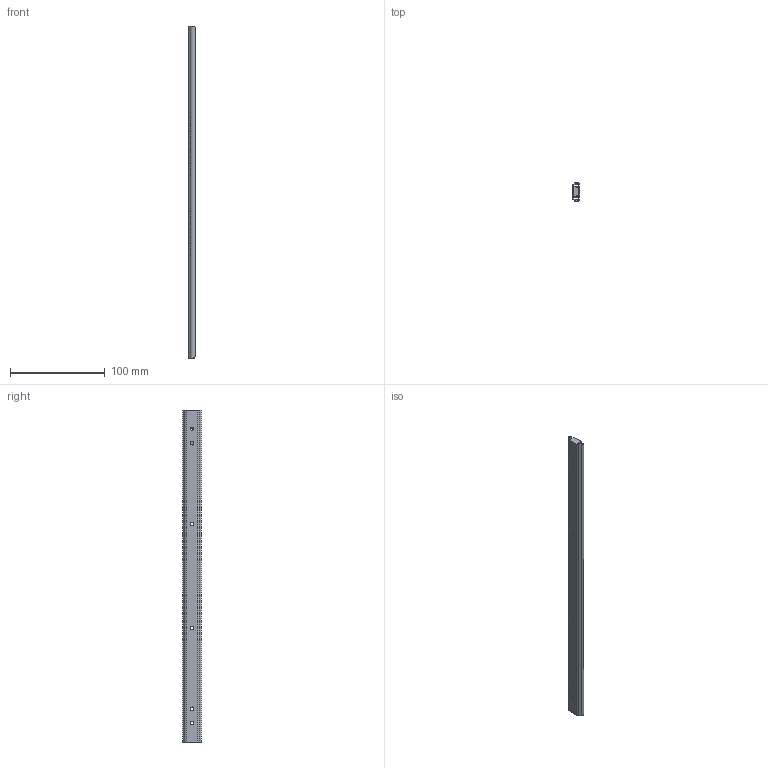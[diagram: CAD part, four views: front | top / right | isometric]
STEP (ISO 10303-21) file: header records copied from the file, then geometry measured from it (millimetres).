
FILE_DESCRIPTION (( 'STEP AP203' ), '1' );
FILE_NAME ('2011-350 AS.STEP', '2020-04-23T04:54:48', ( '' ), ( '' ), 'SwSTEP 2.0', 'SolidWorks 2019', '' );
FILE_SCHEMA (( 'CONFIG_CONTROL_DESIGN' ));
Length unit declared in the file: millimetre
Products named in the file (5): OM-2011-350; IM-100ナット AS ; 2011-350 AS; M3-1 ; IM-2011-200
Assembly tree (5 placements, depth 3):
  2011-350 AS
    OM-2011-350
    IM-100ナット AS 
      IM-2011-200
      M3-1   x2
Bounding box: 8 x 20 x 350 mm (x, y, z)
Volume: 16109.7 mm3; surface area: 25158.8 mm2
Topology: 4 solids, 4 shells, 120 faces, 326 edges, 214 vertices
Faces by surface type: cylinder 64, plane 46, bspline 6, cone 4
Entity records: 5635 total; most frequent: CARTESIAN_POINT 2483, ORIENTED_EDGE 566, DIRECTION 533, EDGE_CURVE 283, AXIS2_PLACEMENT_3D 189, VERTEX_POINT 187, VECTOR 155, LINE 155
